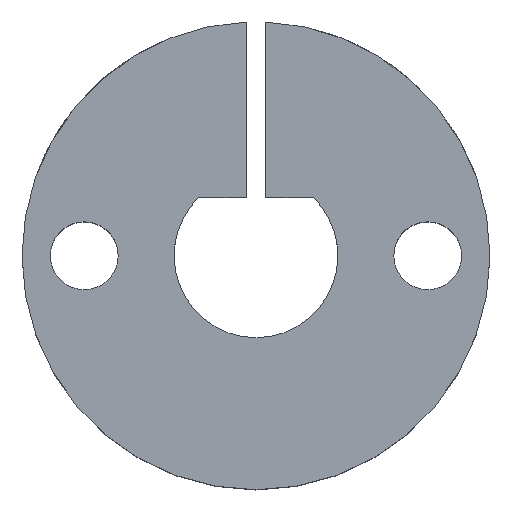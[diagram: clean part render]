
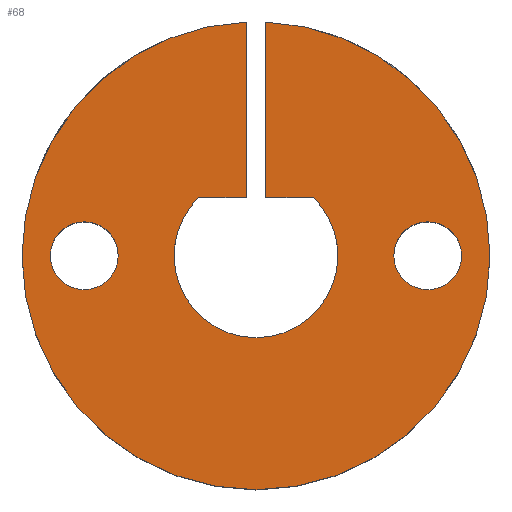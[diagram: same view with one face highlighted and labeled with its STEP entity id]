
A CAD part, top view. The second image highlights one B-rep face of the part: STEP entity #68.
In plain terms, the highlighted planar face has unit normal (0, 0, 1).
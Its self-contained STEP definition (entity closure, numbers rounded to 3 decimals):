
#2 = CARTESIAN_POINT ( 'NONE',  ( 0.488, 2.929, 8. ) ) ;
#7 = VERTEX_POINT ( 'NONE', #807 ) ;
#8 = CARTESIAN_POINT ( 'NONE',  ( 0., 2.929, 8. ) ) ;
#16 = CARTESIAN_POINT ( 'NONE',  ( 0., 2.929, 8. ) ) ;
#28 = DIRECTION ( 'NONE',  ( 1., 0., 0. ) ) ;
#32 = CARTESIAN_POINT ( 'NONE',  ( -11.714, 0., 8. ) ) ;
#46 = DIRECTION ( 'NONE',  ( 0., 0., 1. ) ) ;
#47 = ORIENTED_EDGE ( 'NONE', *, *, #539, .F. ) ;
#53 = AXIS2_PLACEMENT_3D ( 'NONE', #339, #581, #978 ) ;
#61 = CARTESIAN_POINT ( 'NONE',  ( 4.1, 0., 8. ) ) ;
#62 = EDGE_CURVE ( 'NONE', #197, #343, #161, .T. ) ;
#68 = ADVANCED_FACE ( 'NONE', ( #648, #253, #260 ), #105, .T. ) ;
#86 = ORIENTED_EDGE ( 'NONE', *, *, #130, .T. ) ;
#88 = CARTESIAN_POINT ( 'NONE',  ( -0.488, 2.929, 8. ) ) ;
#105 = PLANE ( 'NONE',  #53 ) ;
#108 = VERTEX_POINT ( 'NONE', #731 ) ;
#118 = AXIS2_PLACEMENT_3D ( 'NONE', #972, #46, #207 ) ;
#121 = AXIS2_PLACEMENT_3D ( 'NONE', #126, #371, #364 ) ;
#122 = VECTOR ( 'NONE', #989, 1000. ) ;
#126 = CARTESIAN_POINT ( 'NONE',  ( 0., 0., 8. ) ) ;
#129 = DIRECTION ( 'NONE',  ( 1., 0., 0. ) ) ;
#130 = EDGE_CURVE ( 'NONE', #791, #916, #214, .T. ) ;
#131 = DIRECTION ( 'NONE',  ( 0., 0., 1. ) ) ;
#138 = EDGE_LOOP ( 'NONE', ( #919, #767, #86, #426, #596, #252, #905, #480, #47, #875 ) ) ;
#161 = CIRCLE ( 'NONE', #495, 1.7 ) ;
#166 = DIRECTION ( 'NONE',  ( 1., 0., 0. ) ) ;
#195 = CARTESIAN_POINT ( 'NONE',  ( -8.6, 0., 8. ) ) ;
#197 = VERTEX_POINT ( 'NONE', #496 ) ;
#207 = DIRECTION ( 'NONE',  ( 1., 0., 0. ) ) ;
#214 = CIRCLE ( 'NONE', #118, 11.714 ) ;
#216 = CIRCLE ( 'NONE', #121, 4.1 ) ;
#236 = LINE ( 'NONE', #8, #543 ) ;
#251 = EDGE_CURVE ( 'NONE', #913, #108, #515, .T. ) ;
#252 = ORIENTED_EDGE ( 'NONE', *, *, #574, .T. ) ;
#253 = FACE_BOUND ( 'NONE', #507, .T. ) ;
#260 = FACE_OUTER_BOUND ( 'NONE', #138, .T. ) ;
#267 = DIRECTION ( 'NONE',  ( 0., 0., 1. ) ) ;
#271 = DIRECTION ( 'NONE',  ( 0., 0., 1. ) ) ;
#272 = VERTEX_POINT ( 'NONE', #532 ) ;
#280 = CARTESIAN_POINT ( 'NONE',  ( 0.488, 0., 8. ) ) ;
#293 = CARTESIAN_POINT ( 'NONE',  ( 0., 0., 8. ) ) ;
#298 = VERTEX_POINT ( 'NONE', #61 ) ;
#330 = CARTESIAN_POINT ( 'NONE',  ( 10.3, 0., 8. ) ) ;
#339 = CARTESIAN_POINT ( 'NONE',  ( 0., 0., 8. ) ) ;
#343 = VERTEX_POINT ( 'NONE', #976 ) ;
#352 = AXIS2_PLACEMENT_3D ( 'NONE', #911, #271, #448 ) ;
#364 = DIRECTION ( 'NONE',  ( 1., 0., 0. ) ) ;
#365 = ORIENTED_EDGE ( 'NONE', *, *, #62, .F. ) ;
#369 = CIRCLE ( 'NONE', #352, 1.7 ) ;
#371 = DIRECTION ( 'NONE',  ( 0., 0., 1. ) ) ;
#384 = CIRCLE ( 'NONE', #417, 4.1 ) ;
#385 = EDGE_CURVE ( 'NONE', #791, #962, #563, .T. ) ;
#403 = DIRECTION ( 'NONE',  ( 0., 0., 1. ) ) ;
#417 = AXIS2_PLACEMENT_3D ( 'NONE', #293, #131, #685 ) ;
#419 = EDGE_CURVE ( 'NONE', #486, #990, #681, .T. ) ;
#426 = ORIENTED_EDGE ( 'NONE', *, *, #774, .T. ) ;
#430 = CARTESIAN_POINT ( 'NONE',  ( 11.714, 0., 8. ) ) ;
#446 = ORIENTED_EDGE ( 'NONE', *, *, #612, .F. ) ;
#447 = CARTESIAN_POINT ( 'NONE',  ( -2.869, 2.929, 8. ) ) ;
#448 = DIRECTION ( 'NONE',  ( 1., 0., 0. ) ) ;
#453 = DIRECTION ( 'NONE',  ( 0., 0., 1. ) ) ;
#477 = CARTESIAN_POINT ( 'NONE',  ( -0.488, 11.704, 8. ) ) ;
#480 = ORIENTED_EDGE ( 'NONE', *, *, #597, .F. ) ;
#486 = VERTEX_POINT ( 'NONE', #430 ) ;
#495 = AXIS2_PLACEMENT_3D ( 'NONE', #974, #267, #956 ) ;
#496 = CARTESIAN_POINT ( 'NONE',  ( -6.9, 0., 8. ) ) ;
#507 = EDGE_LOOP ( 'NONE', ( #912, #446 ) ) ;
#511 = EDGE_CURVE ( 'NONE', #272, #999, #369, .T. ) ;
#515 = CIRCLE ( 'NONE', #1001, 4.1 ) ;
#525 = CARTESIAN_POINT ( 'NONE',  ( 8.6, 0., 8. ) ) ;
#532 = CARTESIAN_POINT ( 'NONE',  ( 6.9, 0., 8. ) ) ;
#539 = EDGE_CURVE ( 'NONE', #108, #298, #216, .T. ) ;
#543 = VECTOR ( 'NONE', #562, 1000. ) ;
#562 = DIRECTION ( 'NONE',  ( 1., 0., 0. ) ) ;
#563 = LINE ( 'NONE', #949, #878 ) ;
#574 = EDGE_CURVE ( 'NONE', #990, #752, #669, .T. ) ;
#581 = DIRECTION ( 'NONE',  ( 0., 0., 1. ) ) ;
#584 = DIRECTION ( 'NONE',  ( 0., 0., 1. ) ) ;
#596 = ORIENTED_EDGE ( 'NONE', *, *, #419, .T. ) ;
#597 = EDGE_CURVE ( 'NONE', #298, #7, #384, .T. ) ;
#602 = CIRCLE ( 'NONE', #850, 1.7 ) ;
#612 = EDGE_CURVE ( 'NONE', #999, #272, #602, .T. ) ;
#626 = CARTESIAN_POINT ( 'NONE',  ( 0., 0., 8. ) ) ;
#633 = LINE ( 'NONE', #16, #1004 ) ;
#648 = FACE_BOUND ( 'NONE', #950, .T. ) ;
#656 = DIRECTION ( 'NONE',  ( 0., -1., 0. ) ) ;
#669 = LINE ( 'NONE', #280, #122 ) ;
#681 = CIRCLE ( 'NONE', #708, 11.714 ) ;
#684 = CIRCLE ( 'NONE', #747, 11.714 ) ;
#685 = DIRECTION ( 'NONE',  ( 1., 0., 0. ) ) ;
#699 = DIRECTION ( 'NONE',  ( 0., 0., 1. ) ) ;
#702 = DIRECTION ( 'NONE',  ( 1., 0., 0. ) ) ;
#708 = AXIS2_PLACEMENT_3D ( 'NONE', #821, #880, #797 ) ;
#712 = DIRECTION ( 'NONE',  ( 1., 0., 0. ) ) ;
#731 = CARTESIAN_POINT ( 'NONE',  ( -4.1, 0., 8. ) ) ;
#747 = AXIS2_PLACEMENT_3D ( 'NONE', #953, #403, #712 ) ;
#752 = VERTEX_POINT ( 'NONE', #2 ) ;
#767 = ORIENTED_EDGE ( 'NONE', *, *, #385, .F. ) ;
#774 = EDGE_CURVE ( 'NONE', #916, #486, #684, .T. ) ;
#791 = VERTEX_POINT ( 'NONE', #477 ) ;
#792 = AXIS2_PLACEMENT_3D ( 'NONE', #195, #584, #129 ) ;
#797 = DIRECTION ( 'NONE',  ( 1., 0., 0. ) ) ;
#799 = EDGE_CURVE ( 'NONE', #752, #7, #236, .T. ) ;
#807 = CARTESIAN_POINT ( 'NONE',  ( 2.869, 2.929, 8. ) ) ;
#810 = CARTESIAN_POINT ( 'NONE',  ( 0.488, 11.704, 8. ) ) ;
#815 = CIRCLE ( 'NONE', #792, 1.7 ) ;
#821 = CARTESIAN_POINT ( 'NONE',  ( 0., 0., 8. ) ) ;
#850 = AXIS2_PLACEMENT_3D ( 'NONE', #525, #453, #28 ) ;
#852 = EDGE_CURVE ( 'NONE', #343, #197, #815, .T. ) ;
#875 = ORIENTED_EDGE ( 'NONE', *, *, #251, .F. ) ;
#878 = VECTOR ( 'NONE', #656, 1000. ) ;
#880 = DIRECTION ( 'NONE',  ( 0., 0., 1. ) ) ;
#905 = ORIENTED_EDGE ( 'NONE', *, *, #799, .T. ) ;
#909 = ORIENTED_EDGE ( 'NONE', *, *, #852, .F. ) ;
#911 = CARTESIAN_POINT ( 'NONE',  ( 8.6, 0., 8. ) ) ;
#912 = ORIENTED_EDGE ( 'NONE', *, *, #511, .F. ) ;
#913 = VERTEX_POINT ( 'NONE', #447 ) ;
#916 = VERTEX_POINT ( 'NONE', #32 ) ;
#919 = ORIENTED_EDGE ( 'NONE', *, *, #993, .T. ) ;
#949 = CARTESIAN_POINT ( 'NONE',  ( -0.488, 0., 8. ) ) ;
#950 = EDGE_LOOP ( 'NONE', ( #909, #365 ) ) ;
#953 = CARTESIAN_POINT ( 'NONE',  ( 0., 0., 8. ) ) ;
#956 = DIRECTION ( 'NONE',  ( 1., 0., 0. ) ) ;
#962 = VERTEX_POINT ( 'NONE', #88 ) ;
#972 = CARTESIAN_POINT ( 'NONE',  ( 0., 0., 8. ) ) ;
#974 = CARTESIAN_POINT ( 'NONE',  ( -8.6, 0., 8. ) ) ;
#976 = CARTESIAN_POINT ( 'NONE',  ( -10.3, 0., 8. ) ) ;
#978 = DIRECTION ( 'NONE',  ( 1., 0., 0. ) ) ;
#989 = DIRECTION ( 'NONE',  ( 0., -1., 0. ) ) ;
#990 = VERTEX_POINT ( 'NONE', #810 ) ;
#993 = EDGE_CURVE ( 'NONE', #913, #962, #633, .T. ) ;
#999 = VERTEX_POINT ( 'NONE', #330 ) ;
#1001 = AXIS2_PLACEMENT_3D ( 'NONE', #626, #699, #702 ) ;
#1004 = VECTOR ( 'NONE', #166, 1000. ) ;
